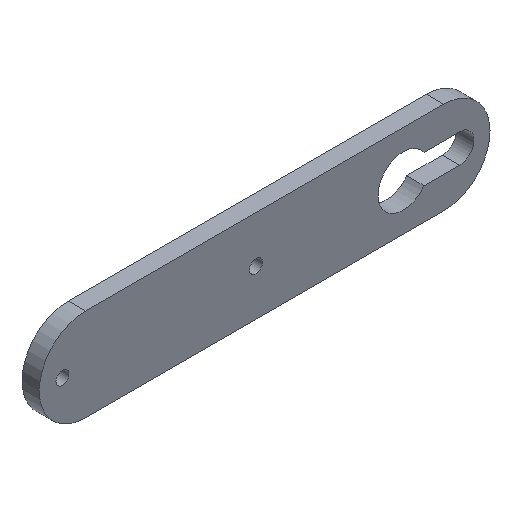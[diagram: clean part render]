
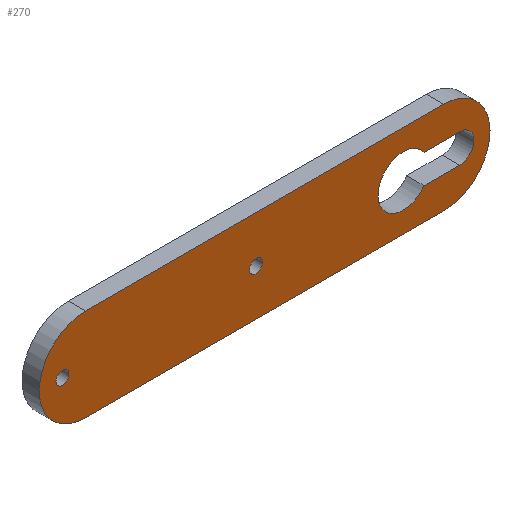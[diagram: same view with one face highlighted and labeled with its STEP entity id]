
A CAD part, isometric view. The second image highlights one B-rep face of the part: STEP entity #270.
In plain terms, the highlighted planar face has unit normal (0, -1, 0).
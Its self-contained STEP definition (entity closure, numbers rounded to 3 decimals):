
#24=FACE_BOUND('',#64,.T.);
#25=FACE_BOUND('',#65,.T.);
#26=FACE_BOUND('',#66,.T.);
#32=PLANE('',#323);
#46=FACE_OUTER_BOUND('',#63,.T.);
#63=EDGE_LOOP('',(#245,#246,#247,#248));
#64=EDGE_LOOP('',(#249));
#65=EDGE_LOOP('',(#250));
#66=EDGE_LOOP('',(#251,#252,#253,#254));
#78=LINE('',#457,#98);
#80=LINE('',#463,#100);
#81=LINE('',#467,#101);
#85=LINE('',#476,#105);
#98=VECTOR('',#377,10.);
#100=VECTOR('',#385,10.);
#101=VECTOR('',#388,10.);
#105=VECTOR('',#398,10.);
#115=CIRCLE('',#305,2.25);
#118=CIRCLE('',#310,2.25);
#119=CIRCLE('',#312,5.);
#120=CIRCLE('',#315,8.75);
#121=CIRCLE('',#319,16.);
#122=CIRCLE('',#322,16.);
#135=VERTEX_POINT('',#435);
#138=VERTEX_POINT('',#445);
#139=VERTEX_POINT('',#449);
#140=VERTEX_POINT('',#451);
#141=VERTEX_POINT('',#455);
#142=VERTEX_POINT('',#459);
#143=VERTEX_POINT('',#465);
#144=VERTEX_POINT('',#466);
#145=VERTEX_POINT('',#471);
#146=VERTEX_POINT('',#475);
#161=EDGE_CURVE('',#135,#135,#115,.T.);
#166=EDGE_CURVE('',#138,#138,#118,.T.);
#168=EDGE_CURVE('',#140,#139,#119,.T.);
#171=EDGE_CURVE('',#139,#141,#78,.T.);
#173=EDGE_CURVE('',#141,#142,#120,.T.);
#174=EDGE_CURVE('',#142,#140,#80,.T.);
#175=EDGE_CURVE('',#143,#144,#81,.T.);
#178=EDGE_CURVE('',#145,#143,#121,.T.);
#180=EDGE_CURVE('',#146,#145,#85,.T.);
#182=EDGE_CURVE('',#144,#146,#122,.T.);
#245=ORIENTED_EDGE('',*,*,#182,.F.);
#246=ORIENTED_EDGE('',*,*,#175,.F.);
#247=ORIENTED_EDGE('',*,*,#178,.F.);
#248=ORIENTED_EDGE('',*,*,#180,.F.);
#249=ORIENTED_EDGE('',*,*,#161,.T.);
#250=ORIENTED_EDGE('',*,*,#166,.T.);
#251=ORIENTED_EDGE('',*,*,#168,.T.);
#252=ORIENTED_EDGE('',*,*,#171,.T.);
#253=ORIENTED_EDGE('',*,*,#173,.T.);
#254=ORIENTED_EDGE('',*,*,#174,.T.);
#270=ADVANCED_FACE('',(#46,#24,#25,#26),#32,.F.);
#305=AXIS2_PLACEMENT_3D('',#437,#354,#355);
#310=AXIS2_PLACEMENT_3D('',#447,#366,#367);
#312=AXIS2_PLACEMENT_3D('',#452,#371,#372);
#315=AXIS2_PLACEMENT_3D('',#461,#381,#382);
#319=AXIS2_PLACEMENT_3D('',#472,#393,#394);
#322=AXIS2_PLACEMENT_3D('',#479,#402,#403);
#323=AXIS2_PLACEMENT_3D('',#480,#404,#405);
#354=DIRECTION('center_axis',(0.,1.,0.));
#355=DIRECTION('ref_axis',(1.,0.,0.));
#366=DIRECTION('center_axis',(0.,1.,0.));
#367=DIRECTION('ref_axis',(1.,0.,0.));
#371=DIRECTION('center_axis',(0.,1.,0.));
#372=DIRECTION('ref_axis',(0.,0.,1.));
#377=DIRECTION('',(-1.,0.,0.));
#381=DIRECTION('center_axis',(0.,1.,0.));
#382=DIRECTION('ref_axis',(1.,0.,0.));
#385=DIRECTION('',(1.,0.,0.));
#388=DIRECTION('',(-1.,0.,0.));
#393=DIRECTION('center_axis',(0.,1.,0.));
#394=DIRECTION('ref_axis',(0.,0.,1.));
#398=DIRECTION('',(1.,0.,0.));
#402=DIRECTION('center_axis',(0.,1.,0.));
#403=DIRECTION('ref_axis',(0.,0.,-1.));
#404=DIRECTION('center_axis',(0.,1.,0.));
#405=DIRECTION('ref_axis',(0.,0.,1.));
#435=CARTESIAN_POINT('',(-83.25,0.,0.));
#437=CARTESIAN_POINT('Origin',(-81.,0.,0.));
#445=CARTESIAN_POINT('',(-150.25,0.,0.));
#447=CARTESIAN_POINT('Origin',(-148.,0.,0.));
#449=CARTESIAN_POINT('',(-10.55,0.,-5.));
#451=CARTESIAN_POINT('',(-10.55,0.,5.));
#452=CARTESIAN_POINT('Origin',(-10.55,0.,0.));
#455=CARTESIAN_POINT('',(-22.819,0.,-5.));
#457=CARTESIAN_POINT('',(-50.41,0.,-5.));
#459=CARTESIAN_POINT('',(-22.819,0.,5.));
#461=CARTESIAN_POINT('Origin',(-30.,0.,0.));
#463=CARTESIAN_POINT('',(-44.275,0.,5.));
#465=CARTESIAN_POINT('',(-16.,0.,-16.));
#466=CARTESIAN_POINT('',(-140.,0.,-16.));
#467=CARTESIAN_POINT('',(-16.,0.,-16.));
#471=CARTESIAN_POINT('',(-16.,0.,16.));
#472=CARTESIAN_POINT('Origin',(-16.,0.,0.));
#475=CARTESIAN_POINT('',(-140.,0.,16.));
#476=CARTESIAN_POINT('',(-140.,0.,16.));
#479=CARTESIAN_POINT('Origin',(-140.,0.,0.));
#480=CARTESIAN_POINT('Origin',(-78.,0.,0.));
